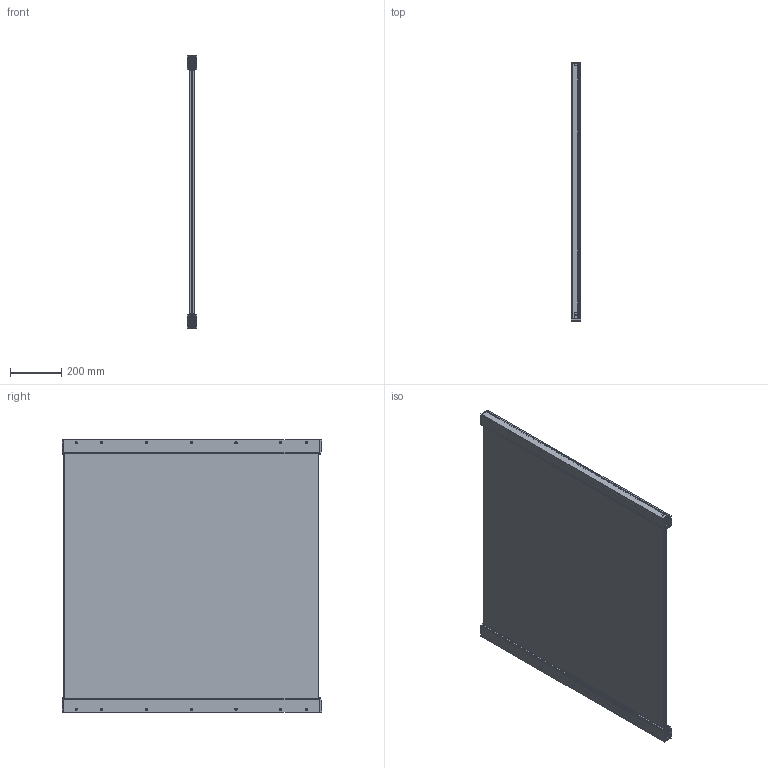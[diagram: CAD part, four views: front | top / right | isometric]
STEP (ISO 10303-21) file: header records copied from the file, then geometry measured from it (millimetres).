
FILE_DESCRIPTION (( 'STEP AP214' ), '1' );
FILE_NAME ('FG Fp 16mm.step', '2020-06-19T06:34:46', ( '' ), ( '' ), 'SwSTEP 2.0', 'SolidWorks 2019', '' );
FILE_SCHEMA (( 'AUTOMOTIVE_DESIGN' ));
Length unit declared in the file: millimetre
Products named in the file (11): FG Fp 16mm; 137130_01; Senkschraube mit Innensechskant DIN 7991 - M6 x 16_DIN 7991 - M6 x 16 --- 9.7N; Glas FG 16mm_01; 137129_01; 137133_01; 137132_01; 137135-1_01; 137135-2_01; 137424_01; 137127_Fensterprofil
Assembly tree (21 placements, depth 2):
  FG Fp 16mm
    Glas FG 16mm_01
    137127_Fensterprofil  x2
    137129_01  x2
    137130_01  x2
    137132_01  x2
    137133_01  x2
    137135-1_01  x4
    137135-2_01  x2
    137424_01  x2
    Senkschraube mit Innensechskant DIN 7991 - M6 x 16_DIN 7991 - M6 x 16 --- 9.7N  x2
Bounding box: 38 x 1014 x 1064 mm (x, y, z)
Volume: 18383688.4 mm3; surface area: 3234429.3 mm2
Topology: 21 solids, 21 shells, 1078 faces, 3044 edges, 1986 vertices
Faces by surface type: plane 572, cylinder 466, cone 32, torus 8
Entity records: 17898 total; most frequent: CARTESIAN_POINT 3836, ORIENTED_EDGE 2934, DIRECTION 2792, EDGE_CURVE 1467, VERTEX_POINT 959, AXIS2_PLACEMENT_3D 943, LINE 906, VECTOR 906
